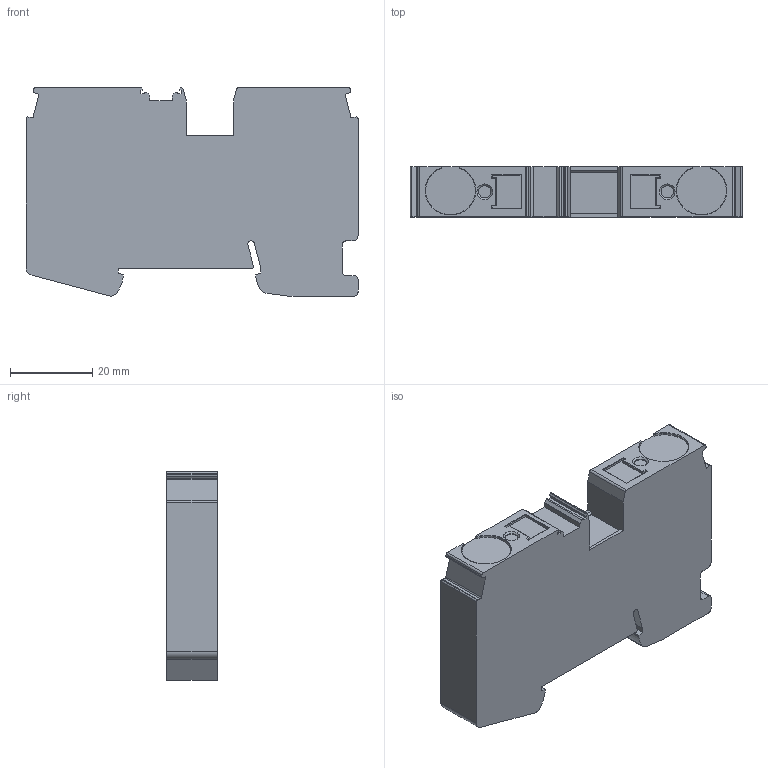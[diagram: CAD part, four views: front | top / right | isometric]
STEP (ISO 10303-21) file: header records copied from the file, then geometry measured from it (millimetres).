
FILE_DESCRIPTION( ( 'Unknown' ), '1' );
FILE_NAME( 'DST16-D 簡易3D-20230208-2.stp', 'Unknown', ( 'Unknown' ), ( 'Unknown' ), 'XStep 1.0', 'Unknown', ' ' );
FILE_SCHEMA( ( 'automotive_design' ) );
Length unit declared in the file: millimetre
Products named in the file (1): DST16-D-CS01-2015-5-20GAI
Bounding box: 80.6 x 12.2 x 50.6 mm (x, y, z)
Volume: 43132.1 mm3; surface area: 11120 mm2
Topology: 1 solids, 1 shells, 152 faces, 422 edges, 276 vertices
Faces by surface type: plane 106, cylinder 40, cone 6
Full cylindrical faces by diameter (mm): 3 x2
Entity records: 6004 total; most frequent: CARTESIAN_POINT 839, ORIENTED_EDGE 828, DIRECTION 810, EDGE_CURVE 414, LINE 324, VECTOR 324, VERTEX_POINT 272, AXIS2_PLACEMENT_3D 243
